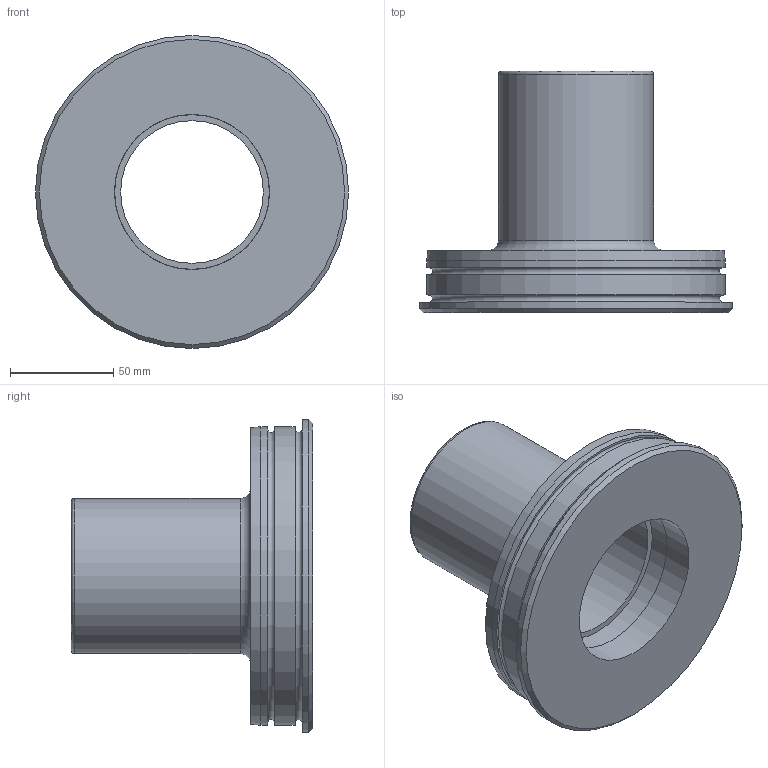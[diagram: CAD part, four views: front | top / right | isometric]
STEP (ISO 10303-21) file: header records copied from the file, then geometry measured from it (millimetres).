
FILE_DESCRIPTION(/* description */ ('','CAx-IF Rec.Pracs.---Representation and Presentation of Product Manufacturing Information (PMI)---4.0---2014-10-13'),/* implementation_level */ '2;1');
FILE_NAME(/* name */ 'MK2_EU_REV_2_outlet-100mm.stp',/* time_stamp */ '2024-08-27T09:49:57+02:00',/* author */ ('admin'),/* organization */ (''),/* preprocessor_version */ 'ST-DEVELOPER v18.1',/* originating_system */ 'Autodesk Inventor 2021',/* authorisation */ '');
FILE_SCHEMA (('AP242_MANAGED_MODEL_BASED_3D_ENGINEERING_MIM_LF { 1 0 10303 442 1 1 4 }'));
Length unit declared in the file: millimetre
Products named in the file (1): MK2_EU_REV_2_outlet-100mm
Bounding box: 151.38 x 116.62 x 151.38 mm (x, y, z)
Volume: 421107.1 mm3; surface area: 90376.7 mm2
Topology: 1 solids, 1 shells, 20 faces, 33 edges, 20 vertices
Faces by surface type: plane 7, cylinder 6, torus 4, cone 3
Full cylindrical faces by diameter (mm): 69 x1, 75 x2, 144.375 x2, 151.375 x1
Entity records: 518 total; most frequent: DIRECTION 99, CARTESIAN_POINT 74, ORIENTED_EDGE 66, AXIS2_PLACEMENT_3D 45, EDGE_CURVE 33, EDGE_LOOP 27, CIRCLE 24, FACE_OUTER_BOUND 20
